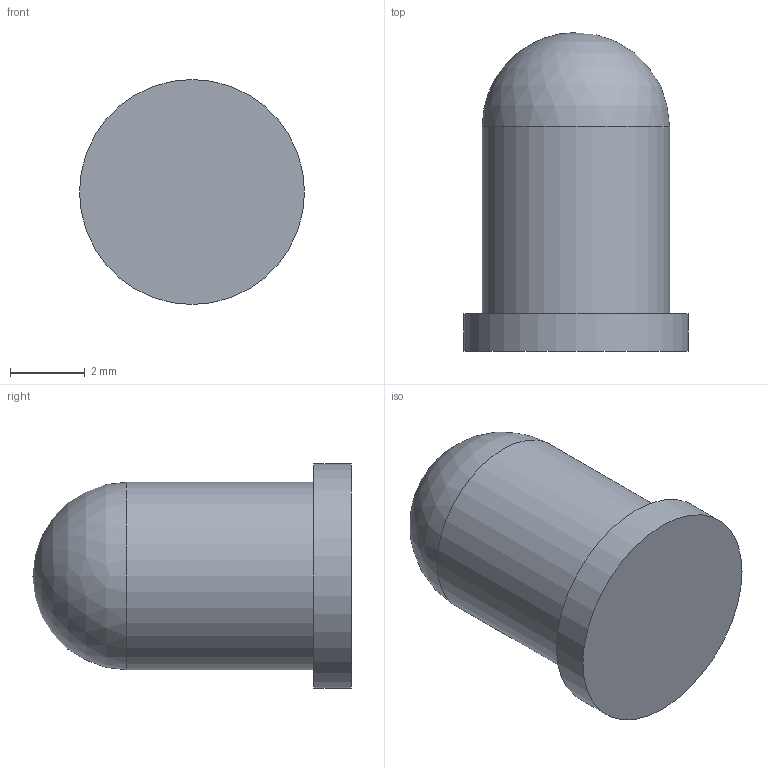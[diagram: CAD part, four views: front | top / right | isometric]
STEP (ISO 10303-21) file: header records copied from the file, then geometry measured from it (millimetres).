
FILE_DESCRIPTION(/* description */ (''),/* implementation_level */ '2;1');
FILE_NAME(/* name */ '5mm_LED.step',/* time_stamp */ '2019-04-05T11:26:53+06:00',/* author */ ('01shubham10'),/* organization */ (''),/* preprocessor_version */ 'ST-DEVELOPER v17.2',/* originating_system */ 'Autodesk Translation Framework v7.6.0.251',/* authorisation */ '');
FILE_SCHEMA (('AUTOMOTIVE_DESIGN { 1 0 10303 214 3 1 1 }'));
Length unit declared in the file: millimetre
Products named in the file (4): SenseBeRx_V3; SenseBeRx_V3_1; SenseBeRx_V3_2; Light_Sensor
Assembly tree (3 placements, depth 4):
  SenseBeRx_V3
    SenseBeRx_V3_1
      SenseBeRx_V3_2
        Light_Sensor
Bounding box: 6 x 8.5 x 6 mm (x, y, z)
Volume: 159.2 mm3; surface area: 173.6 mm2
Topology: 1 solids, 1 shells, 5 faces, 12 edges, 9 vertices
Faces by surface type: cylinder 2, plane 2, sphere 1
Full cylindrical faces by diameter (mm): 5 x1, 6 x1
Entity records: 259 total; most frequent: DIRECTION 44, CARTESIAN_POINT 32, ORIENTED_EDGE 22, AXIS2_PLACEMENT_3D 21, EDGE_CURVE 11, CIRCLE 9, VERTEX_POINT 9, PRODUCT_DEFINITION_SHAPE 7
